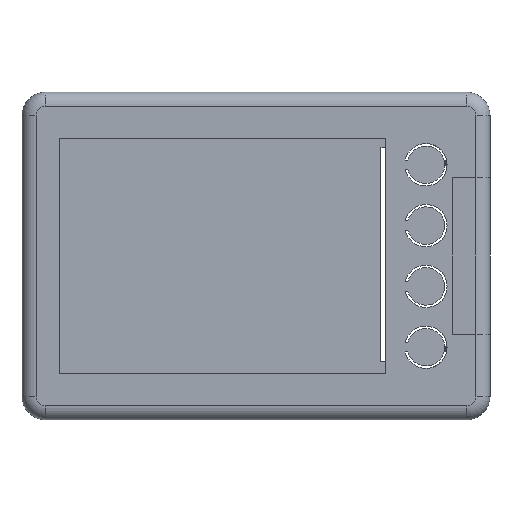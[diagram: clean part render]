
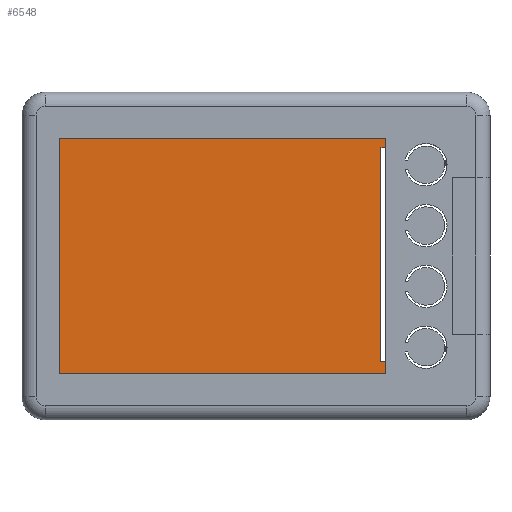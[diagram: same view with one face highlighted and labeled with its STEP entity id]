
A CAD part, left-side view. The second image highlights one B-rep face of the part: STEP entity #6548.
In plain terms, the highlighted planar face has unit normal (-1, 0, 0).
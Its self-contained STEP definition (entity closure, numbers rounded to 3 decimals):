
#212 = ORIENTED_EDGE ( 'NONE', *, *, #3485, .F. ) ;
#302 = CARTESIAN_POINT ( 'NONE',  ( 4.3, -27.7, -25.2 ) ) ;
#362 = VERTEX_POINT ( 'NONE', #6198 ) ;
#458 = EDGE_CURVE ( 'NONE', #3749, #5322, #4556, .T. ) ;
#599 = VECTOR ( 'NONE', #5076, 1000. ) ;
#762 = CARTESIAN_POINT ( 'NONE',  ( 4.3, 42., 25.2 ) ) ;
#1180 = VERTEX_POINT ( 'NONE', #1745 ) ;
#1210 = VERTEX_POINT ( 'NONE', #5039 ) ;
#1231 = ORIENTED_EDGE ( 'NONE', *, *, #7246, .T. ) ;
#1317 = CARTESIAN_POINT ( 'NONE',  ( 4.3, 42., -25.2 ) ) ;
#1437 = ORIENTED_EDGE ( 'NONE', *, *, #4910, .T. ) ;
#1453 = DIRECTION ( 'NONE',  ( -1., 0., 0. ) ) ;
#1494 = CARTESIAN_POINT ( 'NONE',  ( 4.3, -26.7, 23.165 ) ) ;
#1525 = CARTESIAN_POINT ( 'NONE',  ( 4.3, 0., 0. ) ) ;
#1546 = VECTOR ( 'NONE', #1971, 1000. ) ;
#1586 = ORIENTED_EDGE ( 'NONE', *, *, #4675, .T. ) ;
#1745 = CARTESIAN_POINT ( 'NONE',  ( 4.3, -27.7, -25.2 ) ) ;
#1762 = EDGE_CURVE ( 'NONE', #2000, #2597, #6035, .T. ) ;
#1805 = LINE ( 'NONE', #1317, #3489 ) ;
#1841 = LINE ( 'NONE', #4129, #5886 ) ;
#1971 = DIRECTION ( 'NONE',  ( 0., 1., 0. ) ) ;
#2000 = VERTEX_POINT ( 'NONE', #1494 ) ;
#2114 = FACE_OUTER_BOUND ( 'NONE', #7189, .T. ) ;
#2292 = EDGE_CURVE ( 'NONE', #5485, #1210, #7121, .T. ) ;
#2309 = AXIS2_PLACEMENT_3D ( 'NONE', #1525, #1453, #3816 ) ;
#2420 = CARTESIAN_POINT ( 'NONE',  ( 4.3, -27.7, -25.2 ) ) ;
#2465 = CARTESIAN_POINT ( 'NONE',  ( 4.3, 0., 23.165 ) ) ;
#2532 = ORIENTED_EDGE ( 'NONE', *, *, #1762, .T. ) ;
#2549 = DIRECTION ( 'NONE',  ( 0., 0., 1. ) ) ;
#2597 = VERTEX_POINT ( 'NONE', #5940 ) ;
#2871 = CARTESIAN_POINT ( 'NONE',  ( 4.3, -27.7, 25.2 ) ) ;
#2912 = ORIENTED_EDGE ( 'NONE', *, *, #2292, .T. ) ;
#3040 = DIRECTION ( 'NONE',  ( 0., -1., 0. ) ) ;
#3089 = LINE ( 'NONE', #2420, #4803 ) ;
#3325 = LINE ( 'NONE', #6898, #5495 ) ;
#3485 = EDGE_CURVE ( 'NONE', #2000, #5322, #1841, .T. ) ;
#3489 = VECTOR ( 'NONE', #3605, 1000. ) ;
#3605 = DIRECTION ( 'NONE',  ( 0., -1., 0. ) ) ;
#3749 = VERTEX_POINT ( 'NONE', #6397 ) ;
#3816 = DIRECTION ( 'NONE',  ( 0., 0., 1. ) ) ;
#4129 = CARTESIAN_POINT ( 'NONE',  ( 4.3, -26.7, 0. ) ) ;
#4556 = LINE ( 'NONE', #6848, #599 ) ;
#4606 = VECTOR ( 'NONE', #3040, 1000. ) ;
#4637 = DIRECTION ( 'NONE',  ( 0., 0., -1. ) ) ;
#4675 = EDGE_CURVE ( 'NONE', #362, #1180, #1805, .T. ) ;
#4716 = DIRECTION ( 'NONE',  ( 0., 0., 1. ) ) ;
#4803 = VECTOR ( 'NONE', #4716, 1000. ) ;
#4910 = EDGE_CURVE ( 'NONE', #2597, #5485, #3089, .T. ) ;
#5006 = PLANE ( 'NONE',  #2309 ) ;
#5039 = CARTESIAN_POINT ( 'NONE',  ( 4.3, 42., 25.2 ) ) ;
#5076 = DIRECTION ( 'NONE',  ( 0., 1., 0. ) ) ;
#5141 = VECTOR ( 'NONE', #2549, 1000. ) ;
#5322 = VERTEX_POINT ( 'NONE', #6031 ) ;
#5438 = ORIENTED_EDGE ( 'NONE', *, *, #458, .T. ) ;
#5485 = VERTEX_POINT ( 'NONE', #2871 ) ;
#5495 = VECTOR ( 'NONE', #4637, 1000. ) ;
#5886 = VECTOR ( 'NONE', #6408, 1000. ) ;
#5940 = CARTESIAN_POINT ( 'NONE',  ( 4.3, -27.7, 23.165 ) ) ;
#6031 = CARTESIAN_POINT ( 'NONE',  ( 4.3, -26.7, -22.613 ) ) ;
#6035 = LINE ( 'NONE', #2465, #4606 ) ;
#6198 = CARTESIAN_POINT ( 'NONE',  ( 4.3, 42., -25.2 ) ) ;
#6397 = CARTESIAN_POINT ( 'NONE',  ( 4.3, -27.7, -22.613 ) ) ;
#6408 = DIRECTION ( 'NONE',  ( 0., 0., -1. ) ) ;
#6548 = ADVANCED_FACE ( 'NONE', ( #2114 ), #5006, .T. ) ;
#6623 = EDGE_CURVE ( 'NONE', #1210, #362, #3325, .T. ) ;
#6848 = CARTESIAN_POINT ( 'NONE',  ( 4.3, 0., -22.613 ) ) ;
#6898 = CARTESIAN_POINT ( 'NONE',  ( 4.3, 42., -25.2 ) ) ;
#7121 = LINE ( 'NONE', #762, #1546 ) ;
#7138 = LINE ( 'NONE', #302, #5141 ) ;
#7182 = ORIENTED_EDGE ( 'NONE', *, *, #6623, .T. ) ;
#7189 = EDGE_LOOP ( 'NONE', ( #212, #2532, #1437, #2912, #7182, #1586, #1231, #5438 ) ) ;
#7246 = EDGE_CURVE ( 'NONE', #1180, #3749, #7138, .T. ) ;
